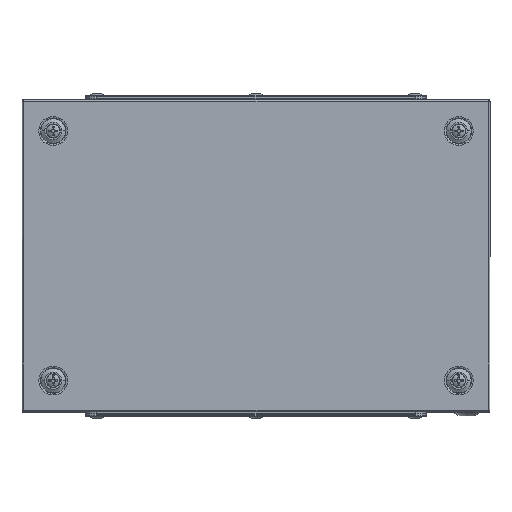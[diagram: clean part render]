
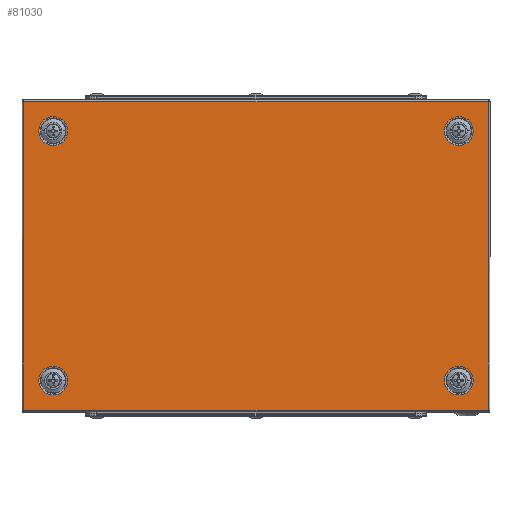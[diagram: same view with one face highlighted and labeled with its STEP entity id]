
A CAD part, top view. The second image highlights one B-rep face of the part: STEP entity #81030.
In plain terms, the highlighted face is planar.
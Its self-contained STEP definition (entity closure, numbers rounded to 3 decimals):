
#28929 = CIRCLE ( 'NONE', #28935, 9.208 ) ;
#28935 = AXIS2_PLACEMENT_3D ( 'NONE', #33696, #33698, #33700 ) ;
#29022 = CIRCLE ( 'NONE', #29035, 9.208 ) ;
#29035 = AXIS2_PLACEMENT_3D ( 'NONE', #33898, #33900, #33902 ) ;
#29121 = CIRCLE ( 'NONE', #29132, 9.208 ) ;
#29132 = AXIS2_PLACEMENT_3D ( 'NONE', #34100, #34102, #34104 ) ;
#29226 = CIRCLE ( 'NONE', #29232, 9.208 ) ;
#29232 = AXIS2_PLACEMENT_3D ( 'NONE', #34302, #34304, #34306 ) ;
#29282 = CIRCLE ( 'NONE', #29297, 9.208 ) ;
#29291 = VECTOR ( 'NONE', #34478, 1000. ) ;
#29295 = CIRCLE ( 'NONE', #29301, 9.208 ) ;
#29297 = AXIS2_PLACEMENT_3D ( 'NONE', #34428, #34430, #34432 ) ;
#29299 = VECTOR ( 'NONE', #34476, 1000. ) ;
#29301 = AXIS2_PLACEMENT_3D ( 'NONE', #34437, #34439, #30792 ) ;
#29306 = VECTOR ( 'NONE', #34481, 1000. ) ;
#29308 = VECTOR ( 'NONE', #34484, 1000. ) ;
#29310 = CIRCLE ( 'NONE', #29314, 9.208 ) ;
#29312 = CIRCLE ( 'NONE', #29319, 9.208 ) ;
#29314 = AXIS2_PLACEMENT_3D ( 'NONE', #34485, #34486, #34487 ) ;
#29319 = AXIS2_PLACEMENT_3D ( 'NONE', #34488, #34489, #34490 ) ;
#30792 = DIRECTION ( 'NONE',  ( 1., 0., 0. ) ) ;
#33696 = CARTESIAN_POINT ( 'NONE',  ( -80., -130., 0. ) ) ;
#33698 = DIRECTION ( 'NONE',  ( 0., 0., 1. ) ) ;
#33700 = DIRECTION ( 'NONE',  ( -1., 0., 0. ) ) ;
#33898 = CARTESIAN_POINT ( 'NONE',  ( 80., -130., 0. ) ) ;
#33900 = DIRECTION ( 'NONE',  ( 0., 0., -1. ) ) ;
#33902 = DIRECTION ( 'NONE',  ( 1., 0., 0. ) ) ;
#34100 = CARTESIAN_POINT ( 'NONE',  ( -80., 130., 0. ) ) ;
#34102 = DIRECTION ( 'NONE',  ( 0., 0., -1. ) ) ;
#34104 = DIRECTION ( 'NONE',  ( -1., 0., 0. ) ) ;
#34302 = CARTESIAN_POINT ( 'NONE',  ( 80., 130., 0. ) ) ;
#34304 = DIRECTION ( 'NONE',  ( 0., 0., 1. ) ) ;
#34306 = DIRECTION ( 'NONE',  ( 1., 0., 0. ) ) ;
#34424 = LINE ( 'NONE', #34426, #29299 ) ;
#34426 = CARTESIAN_POINT ( 'NONE',  ( 98.9, 148.9, 0. ) ) ;
#34428 = CARTESIAN_POINT ( 'NONE',  ( 80., -130., 0. ) ) ;
#34430 = DIRECTION ( 'NONE',  ( 0., 0., -1. ) ) ;
#34432 = DIRECTION ( 'NONE',  ( 1., 0., 0. ) ) ;
#34435 = LINE ( 'NONE', #34477, #29291 ) ;
#34437 = CARTESIAN_POINT ( 'NONE',  ( 80., 130., 0. ) ) ;
#34439 = DIRECTION ( 'NONE',  ( 0., 0., 1. ) ) ;
#34476 = DIRECTION ( 'NONE',  ( 0., -1., 0. ) ) ;
#34477 = CARTESIAN_POINT ( 'NONE',  ( 99., -148.9, 0. ) ) ;
#34478 = DIRECTION ( 'NONE',  ( -1., 0., 0. ) ) ;
#34479 = LINE ( 'NONE', #34480, #29306 ) ;
#34480 = CARTESIAN_POINT ( 'NONE',  ( -98.9, -148.9, 0. ) ) ;
#34481 = DIRECTION ( 'NONE',  ( 0., 1., 0. ) ) ;
#34482 = LINE ( 'NONE', #34483, #29308 ) ;
#34483 = CARTESIAN_POINT ( 'NONE',  ( -99., 148.9, 0. ) ) ;
#34484 = DIRECTION ( 'NONE',  ( 1., 0., 0. ) ) ;
#34485 = CARTESIAN_POINT ( 'NONE',  ( -80., 130., 0. ) ) ;
#34486 = DIRECTION ( 'NONE',  ( 0., 0., -1. ) ) ;
#34487 = DIRECTION ( 'NONE',  ( -1., 0., 0. ) ) ;
#34488 = CARTESIAN_POINT ( 'NONE',  ( -80., -130., 0. ) ) ;
#34489 = DIRECTION ( 'NONE',  ( 0., 0., 1. ) ) ;
#34490 = DIRECTION ( 'NONE',  ( -1., 0., 0. ) ) ;
#39680 = AXIS2_PLACEMENT_3D ( 'NONE', #40787, #40791, #40792 ) ;
#40781 = PLANE ( 'NONE',  #39680 ) ;
#40782 = FACE_BOUND ( 'NONE', #101772, .T. ) ;
#40784 = FACE_BOUND ( 'NONE', #101778, .T. ) ;
#40786 = FACE_BOUND ( 'NONE', #101642, .T. ) ;
#40787 = CARTESIAN_POINT ( 'NONE',  ( -99., -149., 0. ) ) ;
#40788 = FACE_OUTER_BOUND ( 'NONE', #101770, .T. ) ;
#40790 = FACE_BOUND ( 'NONE', #101512, .T. ) ;
#40791 = DIRECTION ( 'NONE',  ( 0., 0., 1. ) ) ;
#40792 = DIRECTION ( 'NONE',  ( 1., 0., 0. ) ) ;
#59323 = CARTESIAN_POINT ( 'NONE',  ( -89.208, -130., 0. ) ) ;
#59326 = CARTESIAN_POINT ( 'NONE',  ( -70.792, -130., 0. ) ) ;
#59344 = CARTESIAN_POINT ( 'NONE',  ( 70.792, -130., 0. ) ) ;
#59348 = CARTESIAN_POINT ( 'NONE',  ( 89.208, -130., 0. ) ) ;
#59364 = CARTESIAN_POINT ( 'NONE',  ( -70.792, 130., 0. ) ) ;
#59368 = CARTESIAN_POINT ( 'NONE',  ( -89.208, 130., 0. ) ) ;
#59377 = CARTESIAN_POINT ( 'NONE',  ( 98.9, -148.9, 0. ) ) ;
#59383 = CARTESIAN_POINT ( 'NONE',  ( 89.208, 130., 0. ) ) ;
#59386 = CARTESIAN_POINT ( 'NONE',  ( 70.792, 130., 0. ) ) ;
#59387 = CARTESIAN_POINT ( 'NONE',  ( 98.9, 148.9, 0. ) ) ;
#59401 = CARTESIAN_POINT ( 'NONE',  ( -98.9, -148.9, 0. ) ) ;
#59402 = CARTESIAN_POINT ( 'NONE',  ( -98.9, 148.9, 0. ) ) ;
#79238 = EDGE_CURVE ( 'NONE', #85182, #85188, #28929, .T. ) ;
#79298 = EDGE_CURVE ( 'NONE', #85224, #85232, #29022, .T. ) ;
#79359 = EDGE_CURVE ( 'NONE', #85264, #85272, #29121, .T. ) ;
#79420 = EDGE_CURVE ( 'NONE', #85302, #85308, #29226, .T. ) ;
#79457 = EDGE_CURVE ( 'NONE', #85232, #85224, #29282, .T. ) ;
#79459 = EDGE_CURVE ( 'NONE', #85308, #85302, #29295, .T. ) ;
#79462 = EDGE_CURVE ( 'NONE', #85310, #85290, #34424, .T. ) ;
#79464 = EDGE_CURVE ( 'NONE', #85290, #85338, #34435, .T. ) ;
#79466 = EDGE_CURVE ( 'NONE', #85338, #85340, #34479, .T. ) ;
#79469 = EDGE_CURVE ( 'NONE', #85340, #85310, #34482, .T. ) ;
#79471 = EDGE_CURVE ( 'NONE', #85272, #85264, #29310, .T. ) ;
#79473 = EDGE_CURVE ( 'NONE', #85188, #85182, #29312, .T. ) ;
#81030 = ADVANCED_FACE ( 'NONE', ( #40782, #40786, #40788, #40790, #40784 ), #40781, .F. ) ;
#84544 = ORIENTED_EDGE ( 'NONE', *, *, #79457, .F. ) ;
#84546 = ORIENTED_EDGE ( 'NONE', *, *, #79298, .F. ) ;
#84548 = ORIENTED_EDGE ( 'NONE', *, *, #79420, .T. ) ;
#84550 = ORIENTED_EDGE ( 'NONE', *, *, #79459, .T. ) ;
#84552 = ORIENTED_EDGE ( 'NONE', *, *, #79462, .T. ) ;
#84554 = ORIENTED_EDGE ( 'NONE', *, *, #79464, .T. ) ;
#84556 = ORIENTED_EDGE ( 'NONE', *, *, #79466, .T. ) ;
#84558 = ORIENTED_EDGE ( 'NONE', *, *, #79469, .T. ) ;
#84560 = ORIENTED_EDGE ( 'NONE', *, *, #79471, .F. ) ;
#84562 = ORIENTED_EDGE ( 'NONE', *, *, #79359, .F. ) ;
#84564 = ORIENTED_EDGE ( 'NONE', *, *, #79238, .T. ) ;
#84566 = ORIENTED_EDGE ( 'NONE', *, *, #79473, .T. ) ;
#85182 = VERTEX_POINT ( 'NONE', #59323 ) ;
#85188 = VERTEX_POINT ( 'NONE', #59326 ) ;
#85224 = VERTEX_POINT ( 'NONE', #59344 ) ;
#85232 = VERTEX_POINT ( 'NONE', #59348 ) ;
#85264 = VERTEX_POINT ( 'NONE', #59364 ) ;
#85272 = VERTEX_POINT ( 'NONE', #59368 ) ;
#85290 = VERTEX_POINT ( 'NONE', #59377 ) ;
#85302 = VERTEX_POINT ( 'NONE', #59383 ) ;
#85308 = VERTEX_POINT ( 'NONE', #59386 ) ;
#85310 = VERTEX_POINT ( 'NONE', #59387 ) ;
#85338 = VERTEX_POINT ( 'NONE', #59401 ) ;
#85340 = VERTEX_POINT ( 'NONE', #59402 ) ;
#101512 = EDGE_LOOP ( 'NONE', ( #84560, #84562 ) ) ;
#101642 = EDGE_LOOP ( 'NONE', ( #84548, #84550 ) ) ;
#101770 = EDGE_LOOP ( 'NONE', ( #84552, #84554, #84556, #84558 ) ) ;
#101772 = EDGE_LOOP ( 'NONE', ( #84544, #84546 ) ) ;
#101778 = EDGE_LOOP ( 'NONE', ( #84564, #84566 ) ) ;
